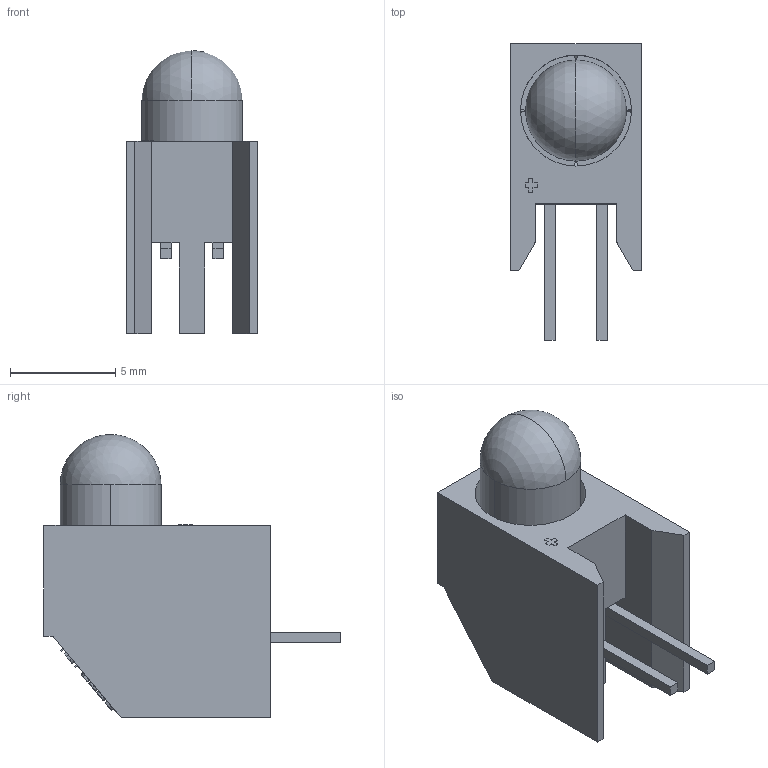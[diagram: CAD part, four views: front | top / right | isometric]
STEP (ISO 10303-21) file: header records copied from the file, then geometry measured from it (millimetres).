
FILE_DESCRIPTION (( 'STEP AP214' ), '1' );
FILE_NAME ('5306Series-B8458.STEP', '2018-04-02T21:52:15', ( 'user' ), ( 'Microsoft' ), 'SwSTEP 2.0', 'SolidWorks 2016', '' );
FILE_SCHEMA (( 'AUTOMOTIVE_DESIGN' ));
Length unit declared in the file: inch
Products named in the file (3): 4304HxNF Series 5306-B9954; F14566BKV0; 5306Series-B8458
Assembly tree (2 placements, depth 2):
  5306Series-B8458
    F14566BKV0
    4304HxNF Series 5306-B9954
Bounding box: 6.2 x 14.1 x 13.47 mm (x, y, z)
Volume: 427 mm3; surface area: 797 mm2
Topology: 4 solids, 4 shells, 179 faces, 463 edges, 302 vertices
Faces by surface type: plane 119, bspline 47, cylinder 6, cone 5, sphere 2
Entity records: 9465 total; most frequent: CARTESIAN_POINT 4058, ORIENTED_EDGE 922, DIRECTION 662, EDGE_CURVE 461, LINE 330, VECTOR 330, VERTEX_POINT 302, EDGE_LOOP 195
